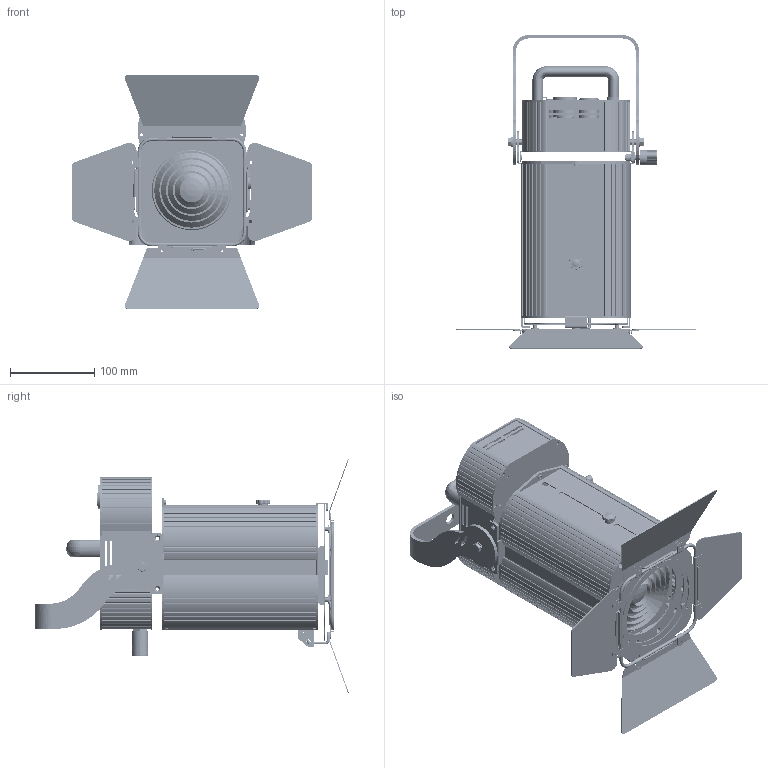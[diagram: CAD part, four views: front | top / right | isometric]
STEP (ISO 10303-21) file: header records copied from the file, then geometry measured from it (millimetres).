
FILE_DESCRIPTION((''),'2;1');
FILE_NAME('LF100-00-00-00_ASM','2020-09-10T',('Administrator'),(''),'PRO/ENGINEER BY PARAMETRIC TECHNOLOGY CORPORATION, 2015240','PRO/ENGINEER BY PARAMETRIC TECHNOLOGY CORPORATION, 2015240','');
FILE_SCHEMA(('CONFIG_CONTROL_DESIGN'));
Products named in the file (52): LF100-01A-03; DYZ0001; AB-C5OUT; AB-C5IN; AB_BAO; LIG100-01C-01; LF100-01B-01; LF100-01A-02; LF100-01A-01; LF100-01A-04; TIANXIANKHTG; LF100-01A-05; XIANSHIBAN; LIG100-01-00-00_ASM; LF100-03A-01-05; LF100-03B-03; LF100-03A-01-04; LF100-03A-01-03; LF100-03A-01-02; LF100-03B-01; LF100-03A-08; LF100-03A-07; ASM00011_ASM; LF100-03A-01-01; L20NEILIUJIAOZHIZHU; LF100-03A-03; LF100-03A-04; LENS_LW_4; SANRQ_ASM; MEIHUALS; LF100-03A-09; LF100-03A-02; LIG-03-00-00_ASM; LF100-02A-01; LF100-04A-02; LF100-04A-07; LF100-04A-06; LF100-04A-04; LF100-04A-05; LF100-04A-00-00_ASM ...
Assembly tree (74 placements, depth 4):
  LF100-00-00-00_ASM
    LIG100-01-00-00_ASM
      LF100-01A-03
      DYZ0001
      AB-C5OUT
      AB-C5IN
      AB_BAO
      LIG100-01C-01
      LF100-01B-01  x4
      LF100-01A-02
      LF100-01A-01  x2
      LF100-01A-04
      TIANXIANKHTG
      LF100-01A-05
      XIANSHIBAN
    LIG-03-00-00_ASM
      LF100-03A-01-05
      LF100-03B-03  x4
      LF100-03A-01-04  x2
      LF100-03A-01-03
      LF100-03A-01-02
      LF100-03B-01  x2
      ASM00011_ASM
        LF100-03A-08
        LF100-03A-07
      LF100-03A-01-01
      L20NEILIUJIAOZHIZHU  x2
      LF100-03A-03
      LF100-03A-04
      LENS_LW_4
      SANRQ_ASM
      MEIHUALS
      LF100-03A-09
      LF100-03A-02
    LF100-02A-01
    4YM-00-00_ASM
      LF100-04A-00-00_ASM
        LF100-04A-02
        LF100-04A-07
        LF100-04A-06  x8
        LF100-04A-04  x2
        LF100-04A-05  x2
      ASM0009_ASM
        LF100-04A-01
        LF100-04B-01  x3
        LF100-04A-03
    M6-SL
    M6-WLJ  x2
    DP-M6  x2
    LF100-03A-05
    LF100-03D-01
    LP300-03D-03
Bounding box: 286 x 372.27 x 278.16 mm (x, y, z)
Volume: 781787.1 mm3; surface area: 818403.5 mm2
Topology: 185 solids, 185 shells, 5955 faces, 15606 edges, 10102 vertices
Faces by surface type: plane 3181, cylinder 2432, cone 150, torus 102, bspline 62, sphere 14, extrusion 10, revolution 4
Entity records: 150714 total; most frequent: CARTESIAN_POINT 33597, DIRECTION 24566, ORIENTED_EDGE 23670, EDGE_CURVE 11835, VECTOR 8248, LINE 8238, AXIS2_PLACEMENT_3D 8157, VERTEX_POINT 7658
